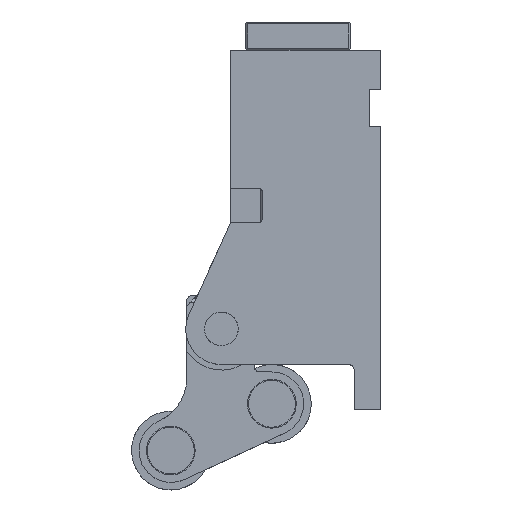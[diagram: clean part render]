
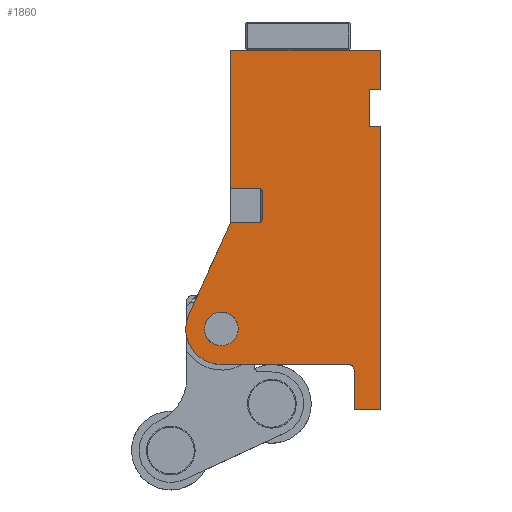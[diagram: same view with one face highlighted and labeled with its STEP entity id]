
A CAD part, top view. The second image highlights one B-rep face of the part: STEP entity #1860.
In plain terms, the highlighted planar face has unit normal (0, 0, 1).
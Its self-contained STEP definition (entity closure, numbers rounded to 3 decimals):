
#696=CARTESIAN_POINT('Vertex',(-150.727,56.627,35.78)) ;
#699=CARTESIAN_POINT('Line Origine',(-158.377,56.627,35.78)) ;
#703=CARTESIAN_POINT('Vertex',(-166.027,56.627,35.78)) ;
#771=CARTESIAN_POINT('Vertex',(-86.027,-61.373,35.78)) ;
#774=CARTESIAN_POINT('Line Origine',(-93.027,-61.373,35.78)) ;
#778=CARTESIAN_POINT('Vertex',(-100.027,-61.373,35.78)) ;
#991=CARTESIAN_POINT('Vertex',(-188.594,-11.134,35.78)) ;
#994=CARTESIAN_POINT('Line Origine',(-177.311,13.746,35.78)) ;
#998=CARTESIAN_POINT('Vertex',(-166.027,38.627,35.78)) ;
#1101=CARTESIAN_POINT('Line Origine',(-158.377,38.627,35.78)) ;
#1105=CARTESIAN_POINT('Vertex',(-150.727,38.627,35.78)) ;
#1147=CARTESIAN_POINT('Vertex',(-166.027,130.627,35.78)) ;
#1150=CARTESIAN_POINT('Line Origine',(-166.027,93.627,35.78)) ;
#1243=CARTESIAN_POINT('Vertex',(-86.027,130.627,35.78)) ;
#1246=CARTESIAN_POINT('Line Origine',(-126.027,130.627,35.78)) ;
#1285=CARTESIAN_POINT('Vertex',(-86.027,109.627,35.78)) ;
#1288=CARTESIAN_POINT('Line Origine',(-86.027,120.127,35.78)) ;
#1345=CARTESIAN_POINT('Vertex',(-92.027,109.627,35.78)) ;
#1348=CARTESIAN_POINT('Line Origine',(-89.027,109.627,35.78)) ;
#1369=CARTESIAN_POINT('Vertex',(-92.027,89.627,35.78)) ;
#1372=CARTESIAN_POINT('Line Origine',(-92.027,99.627,35.78)) ;
#1393=CARTESIAN_POINT('Vertex',(-86.027,89.627,35.78)) ;
#1396=CARTESIAN_POINT('Line Origine',(-89.027,89.627,35.78)) ;
#1408=CARTESIAN_POINT('Line Origine',(-86.027,14.127,35.78)) ;
#1671=CARTESIAN_POINT('Axis2P3D Location',(-150.727,40.127,35.78)) ;
#1675=CARTESIAN_POINT('Vertex',(-149.227,40.127,35.78)) ;
#1692=CARTESIAN_POINT('Line Origine',(-149.227,47.627,35.78)) ;
#1696=CARTESIAN_POINT('Vertex',(-149.227,55.127,35.78)) ;
#1734=CARTESIAN_POINT('Axis2P3D Location',(-150.727,55.127,35.78)) ;
#1791=CARTESIAN_POINT('Axis2P3D Location',(-86.027,-61.373,35.78)) ;
#1796=CARTESIAN_POINT('Axis2P3D Location',(-171.027,-18.373,35.78)) ;
#1800=CARTESIAN_POINT('Vertex',(-171.027,-37.373,35.78)) ;
#1803=CARTESIAN_POINT('Line Origine',(-137.027,-37.373,35.78)) ;
#1807=CARTESIAN_POINT('Vertex',(-103.027,-37.373,35.78)) ;
#1810=CARTESIAN_POINT('Axis2P3D Location',(-103.027,-40.373,35.78)) ;
#1814=CARTESIAN_POINT('Vertex',(-100.027,-40.373,35.78)) ;
#1817=CARTESIAN_POINT('Line Origine',(-100.027,-50.873,35.78)) ;
#1842=CARTESIAN_POINT('Axis2P3D Location',(-171.027,-18.373,35.78)) ;
#1846=CARTESIAN_POINT('Vertex',(-175.342,-26.272,35.78)) ;
#1848=CARTESIAN_POINT('Vertex',(-166.712,-10.475,35.78)) ;
#1851=CARTESIAN_POINT('Axis2P3D Location',(-171.027,-18.373,35.78)) ;
#700=DIRECTION('Vector Direction',(1.,0.,0.)) ;
#775=DIRECTION('Vector Direction',(-1.,0.,0.)) ;
#995=DIRECTION('Vector Direction',(-0.413,-0.911,0.)) ;
#1102=DIRECTION('Vector Direction',(-1.,0.,0.)) ;
#1151=DIRECTION('Vector Direction',(0.,-1.,0.)) ;
#1247=DIRECTION('Vector Direction',(-1.,0.,0.)) ;
#1289=DIRECTION('Vector Direction',(0.,1.,0.)) ;
#1349=DIRECTION('Vector Direction',(-1.,0.,0.)) ;
#1373=DIRECTION('Vector Direction',(0.,1.,0.)) ;
#1397=DIRECTION('Vector Direction',(-1.,0.,0.)) ;
#1409=DIRECTION('Vector Direction',(0.,1.,0.)) ;
#1672=DIRECTION('Axis2P3D Direction',(0.,0.,1.)) ;
#1693=DIRECTION('Vector Direction',(0.,-1.,0.)) ;
#1735=DIRECTION('Axis2P3D Direction',(0.,0.,1.)) ;
#1792=DIRECTION('Axis2P3D Direction',(0.,0.,1.)) ;
#1793=DIRECTION('Axis2P3D XDirection',(0.,1.,0.)) ;
#1797=DIRECTION('Axis2P3D Direction',(0.,0.,1.)) ;
#1804=DIRECTION('Vector Direction',(-1.,0.,0.)) ;
#1811=DIRECTION('Axis2P3D Direction',(0.,0.,1.)) ;
#1818=DIRECTION('Vector Direction',(0.,1.,0.)) ;
#1843=DIRECTION('Axis2P3D Direction',(0.,0.,1.)) ;
#1852=DIRECTION('Axis2P3D Direction',(0.,0.,1.)) ;
#1673=AXIS2_PLACEMENT_3D('Circle Axis2P3D',#1671,#1672,$) ;
#1736=AXIS2_PLACEMENT_3D('Circle Axis2P3D',#1734,#1735,$) ;
#1794=AXIS2_PLACEMENT_3D('Plane Axis2P3D',#1791,#1792,#1793) ;
#1798=AXIS2_PLACEMENT_3D('Circle Axis2P3D',#1796,#1797,$) ;
#1812=AXIS2_PLACEMENT_3D('Circle Axis2P3D',#1810,#1811,$) ;
#1844=AXIS2_PLACEMENT_3D('Circle Axis2P3D',#1842,#1843,$) ;
#1853=AXIS2_PLACEMENT_3D('Circle Axis2P3D',#1851,#1852,$) ;
#1823=ORIENTED_EDGE('',*,*,#1412,.T.) ;
#1824=ORIENTED_EDGE('',*,*,#1400,.T.) ;
#1825=ORIENTED_EDGE('',*,*,#1376,.T.) ;
#1826=ORIENTED_EDGE('',*,*,#1352,.T.) ;
#1827=ORIENTED_EDGE('',*,*,#1292,.T.) ;
#1828=ORIENTED_EDGE('',*,*,#1250,.T.) ;
#1829=ORIENTED_EDGE('',*,*,#1154,.T.) ;
#1830=ORIENTED_EDGE('',*,*,#705,.T.) ;
#1831=ORIENTED_EDGE('',*,*,#1738,.T.) ;
#1832=ORIENTED_EDGE('',*,*,#1698,.T.) ;
#1833=ORIENTED_EDGE('',*,*,#1677,.T.) ;
#1834=ORIENTED_EDGE('',*,*,#1107,.T.) ;
#1835=ORIENTED_EDGE('',*,*,#1000,.T.) ;
#1836=ORIENTED_EDGE('',*,*,#1802,.T.) ;
#1837=ORIENTED_EDGE('',*,*,#1809,.T.) ;
#1838=ORIENTED_EDGE('',*,*,#1816,.T.) ;
#1839=ORIENTED_EDGE('',*,*,#1821,.T.) ;
#1840=ORIENTED_EDGE('',*,*,#780,.T.) ;
#1857=ORIENTED_EDGE('',*,*,#1850,.T.) ;
#1858=ORIENTED_EDGE('',*,*,#1855,.T.) ;
#1859=FACE_BOUND('',#1856,.T.) ;
#701=VECTOR('Line Direction',#700,1.) ;
#776=VECTOR('Line Direction',#775,1.) ;
#996=VECTOR('Line Direction',#995,1.) ;
#1103=VECTOR('Line Direction',#1102,1.) ;
#1152=VECTOR('Line Direction',#1151,1.) ;
#1248=VECTOR('Line Direction',#1247,1.) ;
#1290=VECTOR('Line Direction',#1289,1.) ;
#1350=VECTOR('Line Direction',#1349,1.) ;
#1374=VECTOR('Line Direction',#1373,1.) ;
#1398=VECTOR('Line Direction',#1397,1.) ;
#1410=VECTOR('Line Direction',#1409,1.) ;
#1694=VECTOR('Line Direction',#1693,1.) ;
#1805=VECTOR('Line Direction',#1804,1.) ;
#1819=VECTOR('Line Direction',#1818,1.) ;
#1860=ADVANCED_FACE('CU_P-25-38_0.1\\PartBody',(#1841,#1859),#1795,.T.) ;
#1674=CIRCLE('generated circle',#1673,1.5) ;
#1737=CIRCLE('generated circle',#1736,1.5) ;
#1799=CIRCLE('generated circle',#1798,19.) ;
#1813=CIRCLE('generated circle',#1812,3.) ;
#1845=CIRCLE('generated circle',#1844,9.) ;
#1854=CIRCLE('generated circle',#1853,9.) ;
#705=EDGE_CURVE('',#704,#697,#702,.T.) ;
#780=EDGE_CURVE('',#779,#772,#777,.F.) ;
#1000=EDGE_CURVE('',#999,#992,#997,.T.) ;
#1107=EDGE_CURVE('',#1106,#999,#1104,.T.) ;
#1154=EDGE_CURVE('',#1148,#704,#1153,.T.) ;
#1250=EDGE_CURVE('',#1244,#1148,#1249,.T.) ;
#1292=EDGE_CURVE('',#1286,#1244,#1291,.T.) ;
#1352=EDGE_CURVE('',#1346,#1286,#1351,.F.) ;
#1376=EDGE_CURVE('',#1370,#1346,#1375,.T.) ;
#1400=EDGE_CURVE('',#1394,#1370,#1399,.T.) ;
#1412=EDGE_CURVE('',#772,#1394,#1411,.T.) ;
#1677=EDGE_CURVE('',#1676,#1106,#1674,.F.) ;
#1698=EDGE_CURVE('',#1697,#1676,#1695,.T.) ;
#1738=EDGE_CURVE('',#697,#1697,#1737,.F.) ;
#1802=EDGE_CURVE('',#992,#1801,#1799,.T.) ;
#1809=EDGE_CURVE('',#1801,#1808,#1806,.F.) ;
#1816=EDGE_CURVE('',#1808,#1815,#1813,.F.) ;
#1821=EDGE_CURVE('',#1815,#779,#1820,.F.) ;
#1850=EDGE_CURVE('',#1847,#1849,#1845,.F.) ;
#1855=EDGE_CURVE('',#1849,#1847,#1854,.F.) ;
#1822=EDGE_LOOP('',(#1823,#1824,#1825,#1826,#1827,#1828,#1829,#1830,#1831,#1832,#1833,#1834,#1835,#1836,#1837,#1838,#1839,#1840)) ;
#1856=EDGE_LOOP('',(#1857,#1858)) ;
#1841=FACE_OUTER_BOUND('',#1822,.T.) ;
#702=LINE('Line',#699,#701) ;
#777=LINE('Line',#774,#776) ;
#997=LINE('Line',#994,#996) ;
#1104=LINE('Line',#1101,#1103) ;
#1153=LINE('Line',#1150,#1152) ;
#1249=LINE('Line',#1246,#1248) ;
#1291=LINE('Line',#1288,#1290) ;
#1351=LINE('Line',#1348,#1350) ;
#1375=LINE('Line',#1372,#1374) ;
#1399=LINE('Line',#1396,#1398) ;
#1411=LINE('Line',#1408,#1410) ;
#1695=LINE('Line',#1692,#1694) ;
#1806=LINE('Line',#1803,#1805) ;
#1820=LINE('Line',#1817,#1819) ;
#1795=PLANE('Plane',#1794) ;
#697=VERTEX_POINT('',#696) ;
#704=VERTEX_POINT('',#703) ;
#772=VERTEX_POINT('',#771) ;
#779=VERTEX_POINT('',#778) ;
#992=VERTEX_POINT('',#991) ;
#999=VERTEX_POINT('',#998) ;
#1106=VERTEX_POINT('',#1105) ;
#1148=VERTEX_POINT('',#1147) ;
#1244=VERTEX_POINT('',#1243) ;
#1286=VERTEX_POINT('',#1285) ;
#1346=VERTEX_POINT('',#1345) ;
#1370=VERTEX_POINT('',#1369) ;
#1394=VERTEX_POINT('',#1393) ;
#1676=VERTEX_POINT('',#1675) ;
#1697=VERTEX_POINT('',#1696) ;
#1801=VERTEX_POINT('',#1800) ;
#1808=VERTEX_POINT('',#1807) ;
#1815=VERTEX_POINT('',#1814) ;
#1847=VERTEX_POINT('',#1846) ;
#1849=VERTEX_POINT('',#1848) ;
